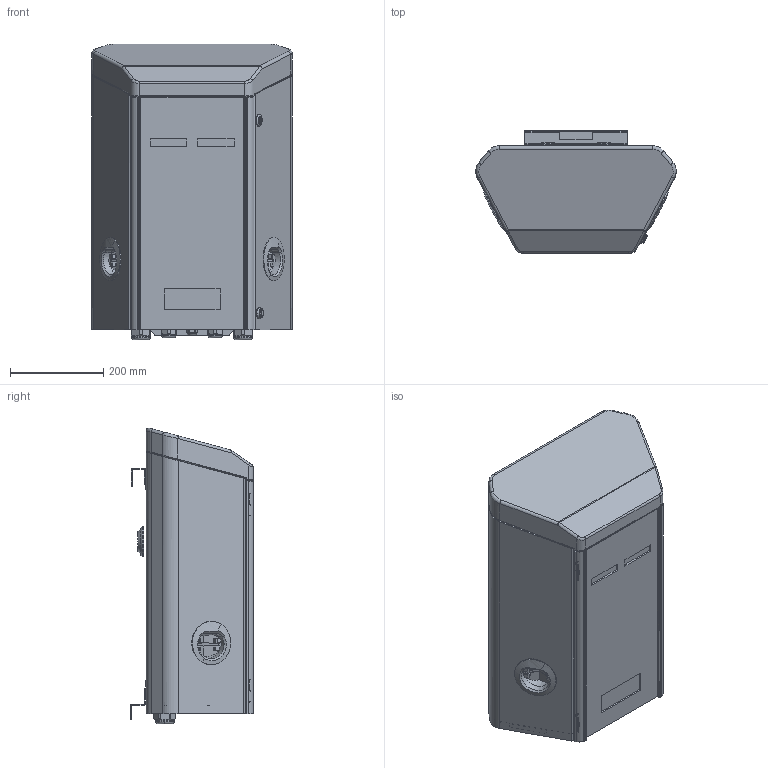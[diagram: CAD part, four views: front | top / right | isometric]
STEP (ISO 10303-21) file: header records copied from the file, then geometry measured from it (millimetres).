
FILE_DESCRIPTION((''),'2;1');
FILE_NAME('GWJ2101A_SW0004','2020-09-17T12:53:43',('User'),('Axiro Italia'),'CREO PARAMETRIC BY PTC INC, 2020074','CREO PARAMETRIC BY PTC INC, 2020074','');
FILE_SCHEMA(('CONFIG_CONTROL_DESIGN'));
Length unit declared in the file: millimetre
Products named in the file (1): GWJ2101A_SW0004
Bounding box: 430.72 x 264.56 x 635.35 mm (x, y, z)
Volume: 46072985.3 mm3; surface area: 1177210.9 mm2
Topology: 5 solids, 5 shells, 1124 faces, 2968 edges, 1907 vertices
Faces by surface type: plane 542, cylinder 380, cone 114, torus 46, bspline 34, sphere 8
Entity records: 38746 total; most frequent: CARTESIAN_POINT 10741, ORIENTED_EDGE 5896, DIRECTION 5818, EDGE_CURVE 2948, AXIS2_PLACEMENT_3D 2102, VERTEX_POINT 1907, VECTOR 1614, LINE 1614
